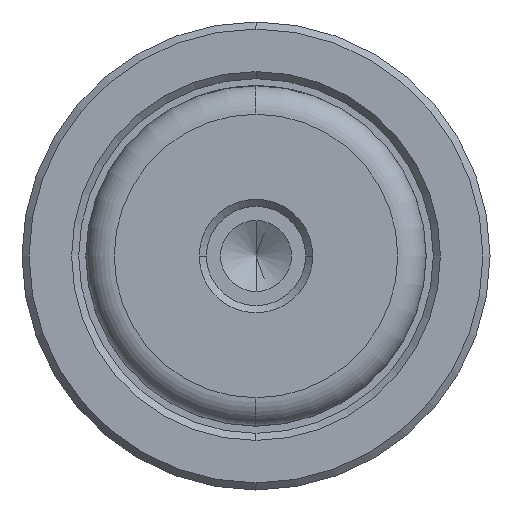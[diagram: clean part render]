
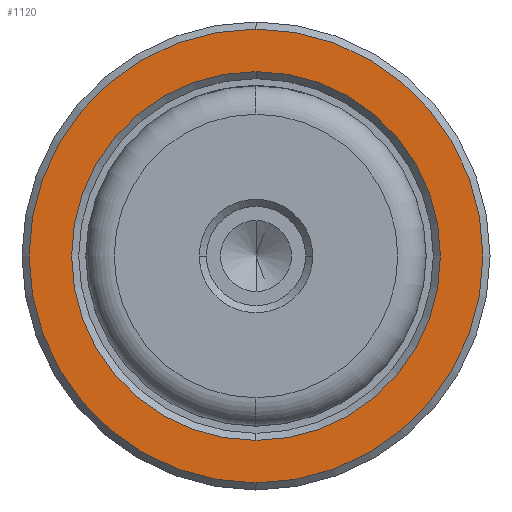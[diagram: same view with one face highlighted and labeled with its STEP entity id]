
A CAD part, left-side view. The second image highlights one B-rep face of the part: STEP entity #1120.
In plain terms, the highlighted planar face has unit normal (-1, 0, 0).
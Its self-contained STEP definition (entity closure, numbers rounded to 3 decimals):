
#26 = DIRECTION ( 'NONE',  ( -1., 0., 0. ) ) ;
#160 = DIRECTION ( 'NONE',  ( -1., 0., 0. ) ) ;
#193 = EDGE_CURVE ( 'NONE', #1173, #1275, #1152, .T. ) ;
#211 = DIRECTION ( 'NONE',  ( 0., 0., 1. ) ) ;
#310 = CARTESIAN_POINT ( 'NONE',  ( 24., 0., 13. ) ) ;
#380 = CIRCLE ( 'NONE', #742, 16. ) ;
#435 = ORIENTED_EDGE ( 'NONE', *, *, #193, .T. ) ;
#450 = AXIS2_PLACEMENT_3D ( 'NONE', #891, #160, #1452 ) ;
#498 = CARTESIAN_POINT ( 'NONE',  ( 24., 0., 16. ) ) ;
#546 = CARTESIAN_POINT ( 'NONE',  ( 24., 0., 0. ) ) ;
#597 = FACE_BOUND ( 'NONE', #1933, .T. ) ;
#623 = EDGE_CURVE ( 'NONE', #1283, #1218, #380, .T. ) ;
#676 = DIRECTION ( 'NONE',  ( -1., 0., 0. ) ) ;
#718 = ORIENTED_EDGE ( 'NONE', *, *, #984, .T. ) ;
#742 = AXIS2_PLACEMENT_3D ( 'NONE', #546, #26, #211 ) ;
#765 = AXIS2_PLACEMENT_3D ( 'NONE', #1947, #851, #2140 ) ;
#774 = DIRECTION ( 'NONE',  ( 1., 0., 0. ) ) ;
#845 = CIRCLE ( 'NONE', #765, 13. ) ;
#851 = DIRECTION ( 'NONE',  ( 1., 0., 0. ) ) ;
#891 = CARTESIAN_POINT ( 'NONE',  ( 24., -12., 0. ) ) ;
#897 = CARTESIAN_POINT ( 'NONE',  ( 24., 0., -16. ) ) ;
#984 = EDGE_CURVE ( 'NONE', #1218, #1283, #2236, .T. ) ;
#1039 = FACE_OUTER_BOUND ( 'NONE', #1781, .T. ) ;
#1055 = ORIENTED_EDGE ( 'NONE', *, *, #2104, .T. ) ;
#1094 = CARTESIAN_POINT ( 'NONE',  ( 24., 0., -13. ) ) ;
#1120 = ADVANCED_FACE ( 'NONE', ( #1039, #597 ), #1991, .T. ) ;
#1152 = CIRCLE ( 'NONE', #2226, 13. ) ;
#1173 = VERTEX_POINT ( 'NONE', #310 ) ;
#1218 = VERTEX_POINT ( 'NONE', #498 ) ;
#1275 = VERTEX_POINT ( 'NONE', #1094 ) ;
#1283 = VERTEX_POINT ( 'NONE', #897 ) ;
#1357 = ORIENTED_EDGE ( 'NONE', *, *, #623, .T. ) ;
#1452 = DIRECTION ( 'NONE',  ( 0., 0., 1. ) ) ;
#1728 = AXIS2_PLACEMENT_3D ( 'NONE', #1783, #676, #1967 ) ;
#1781 = EDGE_LOOP ( 'NONE', ( #1357, #718 ) ) ;
#1783 = CARTESIAN_POINT ( 'NONE',  ( 24., 0., 0. ) ) ;
#1872 = CARTESIAN_POINT ( 'NONE',  ( 24., 0., 0. ) ) ;
#1933 = EDGE_LOOP ( 'NONE', ( #435, #1055 ) ) ;
#1947 = CARTESIAN_POINT ( 'NONE',  ( 24., 0., 0. ) ) ;
#1967 = DIRECTION ( 'NONE',  ( 0., 0., 1. ) ) ;
#1991 = PLANE ( 'NONE',  #450 ) ;
#2065 = DIRECTION ( 'NONE',  ( 0., 0., -1. ) ) ;
#2104 = EDGE_CURVE ( 'NONE', #1275, #1173, #845, .T. ) ;
#2140 = DIRECTION ( 'NONE',  ( 0., 0., -1. ) ) ;
#2226 = AXIS2_PLACEMENT_3D ( 'NONE', #1872, #774, #2065 ) ;
#2236 = CIRCLE ( 'NONE', #1728, 16. ) ;
